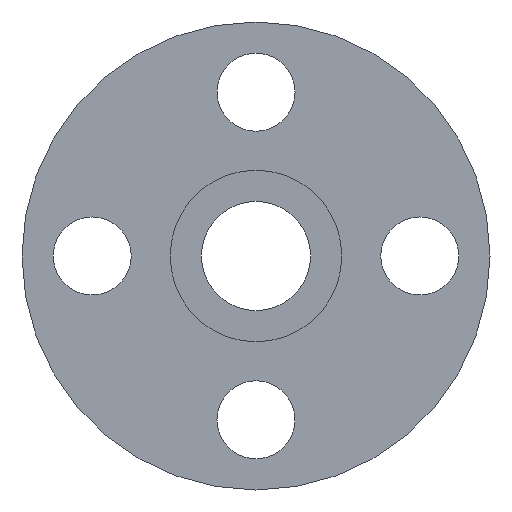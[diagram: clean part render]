
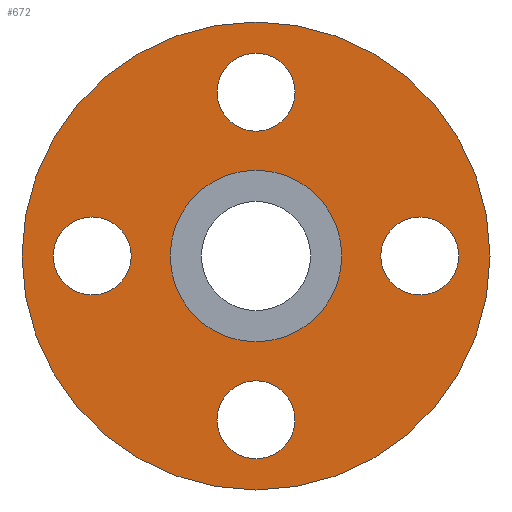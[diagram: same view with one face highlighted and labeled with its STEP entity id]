
A CAD part, left-side view. The second image highlights one B-rep face of the part: STEP entity #672.
In plain terms, the highlighted planar face has unit normal (-1, 0, 0).
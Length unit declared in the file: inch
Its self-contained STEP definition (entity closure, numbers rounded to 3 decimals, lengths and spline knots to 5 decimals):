
#2 = CARTESIAN_POINT ( 'NONE',  ( -0.08164, -1.3125, -0.3125 ) ) ;
#5 = CARTESIAN_POINT ( 'NONE',  ( -0.08164, 0., -1. ) ) ;
#12 = CARTESIAN_POINT ( 'NONE',  ( -0.08164, 0., 0. ) ) ;
#13 = CARTESIAN_POINT ( 'NONE',  ( -0.08164, 0., 0. ) ) ;
#14 = VERTEX_POINT ( 'NONE', #709 ) ;
#17 = ORIENTED_EDGE ( 'NONE', *, *, #69, .F. ) ;
#22 = DIRECTION ( 'NONE',  ( -1., 0., 0. ) ) ;
#48 = CIRCLE ( 'NONE', #70, 0.3125 ) ;
#53 = CARTESIAN_POINT ( 'NONE',  ( -0.08164, -1.3125, 0. ) ) ;
#55 = CARTESIAN_POINT ( 'NONE',  ( -0.08164, 0., 0. ) ) ;
#59 = AXIS2_PLACEMENT_3D ( 'NONE', #13, #64, #288 ) ;
#64 = DIRECTION ( 'NONE',  ( -1., 0., 0. ) ) ;
#69 = EDGE_CURVE ( 'NONE', #620, #676, #134, .T. ) ;
#70 = AXIS2_PLACEMENT_3D ( 'NONE', #350, #22, #651 ) ;
#73 = FACE_BOUND ( 'NONE', #711, .T. ) ;
#90 = EDGE_CURVE ( 'NONE', #453, #295, #424, .T. ) ;
#91 = CARTESIAN_POINT ( 'NONE',  ( -0.08164, 1.3125, -0.3125 ) ) ;
#95 = CARTESIAN_POINT ( 'NONE',  ( -0.08164, 0., 1. ) ) ;
#107 = VERTEX_POINT ( 'NONE', #2 ) ;
#117 = EDGE_CURVE ( 'NONE', #295, #453, #521, .T. ) ;
#119 = DIRECTION ( 'NONE',  ( -1., 0., 0. ) ) ;
#120 = CARTESIAN_POINT ( 'NONE',  ( -0.08164, 0., 0. ) ) ;
#124 = CARTESIAN_POINT ( 'NONE',  ( -0.08164, 0., -1.625 ) ) ;
#126 = AXIS2_PLACEMENT_3D ( 'NONE', #120, #585, #707 ) ;
#133 = ORIENTED_EDGE ( 'NONE', *, *, #643, .F. ) ;
#134 = CIRCLE ( 'NONE', #375, 0.3125 ) ;
#135 = CIRCLE ( 'NONE', #552, 0.3125 ) ;
#139 = DIRECTION ( 'NONE',  ( -1., 0., 0. ) ) ;
#161 = CIRCLE ( 'NONE', #365, 0.3125 ) ;
#168 = EDGE_LOOP ( 'NONE', ( #543, #410 ) ) ;
#170 = DIRECTION ( 'NONE',  ( 0., 1., 0. ) ) ;
#182 = FACE_OUTER_BOUND ( 'NONE', #303, .T. ) ;
#185 = FACE_BOUND ( 'NONE', #425, .T. ) ;
#189 = VERTEX_POINT ( 'NONE', #95 ) ;
#212 = ORIENTED_EDGE ( 'NONE', *, *, #386, .F. ) ;
#214 = DIRECTION ( 'NONE',  ( 0., -1., 0. ) ) ;
#216 = ORIENTED_EDGE ( 'NONE', *, *, #351, .F. ) ;
#223 = VERTEX_POINT ( 'NONE', #91 ) ;
#225 = EDGE_CURVE ( 'NONE', #379, #189, #691, .T. ) ;
#233 = DIRECTION ( 'NONE',  ( 0., 0., 1. ) ) ;
#236 = DIRECTION ( 'NONE',  ( 0., 0., 1. ) ) ;
#250 = CARTESIAN_POINT ( 'NONE',  ( -0.08164, 0., -1.3125 ) ) ;
#252 = AXIS2_PLACEMENT_3D ( 'NONE', #53, #558, #262 ) ;
#259 = EDGE_CURVE ( 'NONE', #107, #704, #161, .T. ) ;
#260 = EDGE_CURVE ( 'NONE', #704, #107, #427, .T. ) ;
#262 = DIRECTION ( 'NONE',  ( 0., 0., -1. ) ) ;
#276 = EDGE_CURVE ( 'NONE', #189, #379, #135, .T. ) ;
#279 = EDGE_CURVE ( 'NONE', #727, #14, #539, .T. ) ;
#283 = CIRCLE ( 'NONE', #319, 0.3125 ) ;
#288 = DIRECTION ( 'NONE',  ( 0., 0., 1. ) ) ;
#293 = AXIS2_PLACEMENT_3D ( 'NONE', #443, #334, #687 ) ;
#295 = VERTEX_POINT ( 'NONE', #562 ) ;
#296 = PLANE ( 'NONE',  #330 ) ;
#303 = EDGE_LOOP ( 'NONE', ( #372, #448 ) ) ;
#314 = DIRECTION ( 'NONE',  ( -1., 0., 0. ) ) ;
#319 = AXIS2_PLACEMENT_3D ( 'NONE', #565, #139, #236 ) ;
#322 = ORIENTED_EDGE ( 'NONE', *, *, #279, .F. ) ;
#326 = CARTESIAN_POINT ( 'NONE',  ( -0.08164, 0., -1.875 ) ) ;
#330 = AXIS2_PLACEMENT_3D ( 'NONE', #12, #119, #233 ) ;
#334 = DIRECTION ( 'NONE',  ( -1., 0., 0. ) ) ;
#341 = AXIS2_PLACEMENT_3D ( 'NONE', #623, #683, #389 ) ;
#350 = CARTESIAN_POINT ( 'NONE',  ( -0.08164, 1.3125, 0. ) ) ;
#351 = EDGE_CURVE ( 'NONE', #676, #620, #523, .T. ) ;
#365 = AXIS2_PLACEMENT_3D ( 'NONE', #493, #733, #675 ) ;
#368 = CARTESIAN_POINT ( 'NONE',  ( -0.08164, 0., 1.625 ) ) ;
#372 = ORIENTED_EDGE ( 'NONE', *, *, #117, .T. ) ;
#375 = AXIS2_PLACEMENT_3D ( 'NONE', #466, #314, #170 ) ;
#379 = VERTEX_POINT ( 'NONE', #368 ) ;
#380 = CARTESIAN_POINT ( 'NONE',  ( -0.08164, 0., 0.6875 ) ) ;
#386 = EDGE_CURVE ( 'NONE', #14, #727, #578, .T. ) ;
#389 = DIRECTION ( 'NONE',  ( 0., 0., 1. ) ) ;
#410 = ORIENTED_EDGE ( 'NONE', *, *, #276, .F. ) ;
#424 = CIRCLE ( 'NONE', #59, 1.875 ) ;
#425 = EDGE_LOOP ( 'NONE', ( #17, #216 ) ) ;
#427 = CIRCLE ( 'NONE', #252, 0.3125 ) ;
#438 = DIRECTION ( 'NONE',  ( -1., 0., 0. ) ) ;
#443 = CARTESIAN_POINT ( 'NONE',  ( -0.08164, 0., 1.3125 ) ) ;
#448 = ORIENTED_EDGE ( 'NONE', *, *, #90, .T. ) ;
#453 = VERTEX_POINT ( 'NONE', #326 ) ;
#466 = CARTESIAN_POINT ( 'NONE',  ( -0.08164, 0., -1.3125 ) ) ;
#479 = ORIENTED_EDGE ( 'NONE', *, *, #757, .F. ) ;
#492 = DIRECTION ( 'NONE',  ( 0., 1., 0. ) ) ;
#493 = CARTESIAN_POINT ( 'NONE',  ( -0.08164, -1.3125, 0. ) ) ;
#495 = CARTESIAN_POINT ( 'NONE',  ( -0.08164, 0., 1.3125 ) ) ;
#521 = CIRCLE ( 'NONE', #126, 1.875 ) ;
#523 = CIRCLE ( 'NONE', #740, 0.3125 ) ;
#530 = CARTESIAN_POINT ( 'NONE',  ( -0.08164, -1.3125, 0.3125 ) ) ;
#539 = CIRCLE ( 'NONE', #341, 0.6875 ) ;
#543 = ORIENTED_EDGE ( 'NONE', *, *, #225, .F. ) ;
#544 = DIRECTION ( 'NONE',  ( -1., 0., 0. ) ) ;
#550 = ORIENTED_EDGE ( 'NONE', *, *, #260, .F. ) ;
#552 = AXIS2_PLACEMENT_3D ( 'NONE', #495, #438, #214 ) ;
#553 = CARTESIAN_POINT ( 'NONE',  ( -0.08164, 1.3125, 0.3125 ) ) ;
#558 = DIRECTION ( 'NONE',  ( -1., 0., 0. ) ) ;
#560 = EDGE_LOOP ( 'NONE', ( #479, #133 ) ) ;
#562 = CARTESIAN_POINT ( 'NONE',  ( -0.08164, 0., 1.875 ) ) ;
#565 = CARTESIAN_POINT ( 'NONE',  ( -0.08164, 1.3125, 0. ) ) ;
#574 = DIRECTION ( 'NONE',  ( 0., 0., 1. ) ) ;
#578 = CIRCLE ( 'NONE', #678, 0.6875 ) ;
#585 = DIRECTION ( 'NONE',  ( -1., 0., 0. ) ) ;
#588 = FACE_BOUND ( 'NONE', #650, .T. ) ;
#620 = VERTEX_POINT ( 'NONE', #5 ) ;
#623 = CARTESIAN_POINT ( 'NONE',  ( -0.08164, 0., 0. ) ) ;
#643 = EDGE_CURVE ( 'NONE', #223, #738, #48, .T. ) ;
#650 = EDGE_LOOP ( 'NONE', ( #550, #734 ) ) ;
#651 = DIRECTION ( 'NONE',  ( 0., 0., 1. ) ) ;
#672 = ADVANCED_FACE ( 'NONE', ( #718, #588, #185, #712, #182, #73 ), #296, .T. ) ;
#675 = DIRECTION ( 'NONE',  ( 0., 0., -1. ) ) ;
#676 = VERTEX_POINT ( 'NONE', #124 ) ;
#678 = AXIS2_PLACEMENT_3D ( 'NONE', #55, #759, #574 ) ;
#683 = DIRECTION ( 'NONE',  ( -1., 0., 0. ) ) ;
#687 = DIRECTION ( 'NONE',  ( 0., -1., 0. ) ) ;
#691 = CIRCLE ( 'NONE', #293, 0.3125 ) ;
#704 = VERTEX_POINT ( 'NONE', #530 ) ;
#707 = DIRECTION ( 'NONE',  ( 0., 0., 1. ) ) ;
#709 = CARTESIAN_POINT ( 'NONE',  ( -0.08164, 0., -0.6875 ) ) ;
#711 = EDGE_LOOP ( 'NONE', ( #322, #212 ) ) ;
#712 = FACE_BOUND ( 'NONE', #560, .T. ) ;
#718 = FACE_BOUND ( 'NONE', #168, .T. ) ;
#727 = VERTEX_POINT ( 'NONE', #380 ) ;
#733 = DIRECTION ( 'NONE',  ( -1., 0., 0. ) ) ;
#734 = ORIENTED_EDGE ( 'NONE', *, *, #259, .F. ) ;
#738 = VERTEX_POINT ( 'NONE', #553 ) ;
#740 = AXIS2_PLACEMENT_3D ( 'NONE', #250, #544, #492 ) ;
#757 = EDGE_CURVE ( 'NONE', #738, #223, #283, .T. ) ;
#759 = DIRECTION ( 'NONE',  ( -1., 0., 0. ) ) ;
